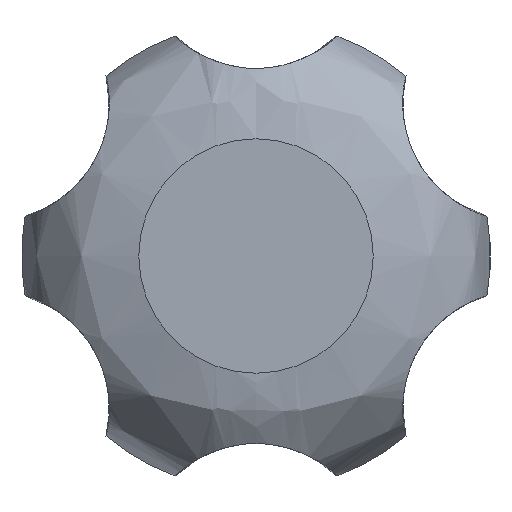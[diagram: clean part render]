
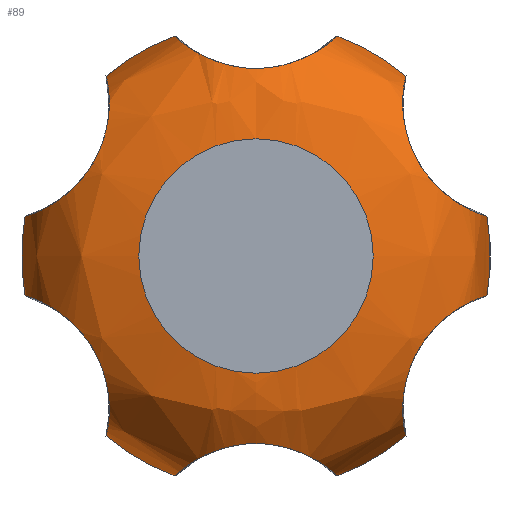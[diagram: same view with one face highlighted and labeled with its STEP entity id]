
A CAD part, left-side view. The second image highlights one B-rep face of the part: STEP entity #89.
In plain terms, the highlighted free-form (B-spline) face has degree [3, 3] with [4, 7] control points.
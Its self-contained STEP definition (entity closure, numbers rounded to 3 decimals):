
#54=(
BOUNDED_SURFACE()
B_SPLINE_SURFACE(3,3,((#1073,#1074,#1075,#1076,#1077,#1078,#1079),(#1080,
#1081,#1082,#1083,#1084,#1085,#1086),(#1087,#1088,#1089,#1090,#1091,#1092,
#1093),(#1094,#1095,#1096,#1097,#1098,#1099,#1100)),.UNSPECIFIED.,.F.,.T.,
 .F.)
B_SPLINE_SURFACE_WITH_KNOTS((4,4),(1,3,3,3,1),(0.,1.),(-0.5,0.,0.5,1.,1.5),
 .UNSPECIFIED.)
GEOMETRIC_REPRESENTATION_ITEM()
RATIONAL_B_SPLINE_SURFACE(((1.,0.333,0.333,1.,0.333,
0.333,1.),(0.805,0.268,0.268,
0.805,0.268,0.268,0.805),
(0.805,0.268,0.268,0.805,
0.268,0.268,0.805),(1.,0.333,
0.333,1.,0.333,0.333,1.)))
REPRESENTATION_ITEM('')
SURFACE()
);
#55=FACE_BOUND('',#179,.T.);
#56=FACE_BOUND('',#180,.T.);
#66=B_SPLINE_CURVE_WITH_KNOTS('',3,(#935,#936,#937,#938,#939,#940,#941,#942,
#943,#944),.UNSPECIFIED.,.F.,.F.,(4,2,2,2,4),(0.,0.25,0.5,0.75,1.),
 .UNSPECIFIED.);
#68=B_SPLINE_CURVE_WITH_KNOTS('',3,(#960,#961,#962,#963,#964,#965,#966,#967,
#968,#969),.UNSPECIFIED.,.F.,.F.,(4,2,2,2,4),(0.,0.25,0.5,0.75,1.),
 .UNSPECIFIED.);
#70=B_SPLINE_CURVE_WITH_KNOTS('',3,(#985,#986,#987,#988,#989,#990,#991,#992,
#993,#994),.UNSPECIFIED.,.F.,.F.,(4,2,2,2,4),(0.,0.25,0.5,0.75,1.),
 .UNSPECIFIED.);
#72=B_SPLINE_CURVE_WITH_KNOTS('',3,(#1010,#1011,#1012,#1013,#1014,#1015,
#1016,#1017,#1018,#1019),.UNSPECIFIED.,.F.,.F.,(4,2,2,2,4),(0.,0.25,0.5,
0.75,1.),.UNSPECIFIED.);
#74=B_SPLINE_CURVE_WITH_KNOTS('',3,(#1035,#1036,#1037,#1038,#1039,#1040,
#1041,#1042,#1043,#1044),.UNSPECIFIED.,.F.,.F.,(4,2,2,2,4),(0.,0.25,0.5,
0.75,1.),.UNSPECIFIED.);
#76=B_SPLINE_CURVE_WITH_KNOTS('',3,(#1060,#1061,#1062,#1063,#1064,#1065,
#1066,#1067,#1068,#1069),.UNSPECIFIED.,.F.,.F.,(4,2,2,2,4),(0.,0.25,0.5,
0.75,1.),.UNSPECIFIED.);
#89=ADVANCED_FACE('',(#55,#56),#54,.T.);
#179=EDGE_LOOP('',(#307));
#180=EDGE_LOOP('',(#308,#309,#310,#311,#312,#313,#314,#315,#316,#317,#318,
#319));
#307=ORIENTED_EDGE('',*,*,#515,.F.);
#308=ORIENTED_EDGE('',*,*,#485,.F.);
#309=ORIENTED_EDGE('',*,*,#514,.T.);
#310=ORIENTED_EDGE('',*,*,#481,.F.);
#311=ORIENTED_EDGE('',*,*,#512,.T.);
#312=ORIENTED_EDGE('',*,*,#489,.F.);
#313=ORIENTED_EDGE('',*,*,#508,.F.);
#314=ORIENTED_EDGE('',*,*,#497,.F.);
#315=ORIENTED_EDGE('',*,*,#504,.F.);
#316=ORIENTED_EDGE('',*,*,#501,.F.);
#317=ORIENTED_EDGE('',*,*,#506,.T.);
#318=ORIENTED_EDGE('',*,*,#493,.F.);
#319=ORIENTED_EDGE('',*,*,#510,.T.);
#425=VERTEX_POINT('',#871);
#426=VERTEX_POINT('',#873);
#429=VERTEX_POINT('',#880);
#430=VERTEX_POINT('',#882);
#433=VERTEX_POINT('',#889);
#434=VERTEX_POINT('',#891);
#437=VERTEX_POINT('',#898);
#438=VERTEX_POINT('',#900);
#441=VERTEX_POINT('',#907);
#442=VERTEX_POINT('',#909);
#445=VERTEX_POINT('',#916);
#446=VERTEX_POINT('',#918);
#447=VERTEX_POINT('',#1072);
#481=EDGE_CURVE('',#425,#426,#562,.T.);
#485=EDGE_CURVE('',#429,#430,#564,.T.);
#489=EDGE_CURVE('',#433,#434,#566,.T.);
#493=EDGE_CURVE('',#437,#438,#568,.T.);
#497=EDGE_CURVE('',#441,#442,#570,.T.);
#501=EDGE_CURVE('',#445,#446,#572,.T.);
#504=EDGE_CURVE('',#446,#441,#66,.T.);
#506=EDGE_CURVE('',#445,#438,#68,.T.);
#508=EDGE_CURVE('',#442,#433,#70,.T.);
#510=EDGE_CURVE('',#437,#430,#72,.T.);
#512=EDGE_CURVE('',#425,#434,#74,.T.);
#514=EDGE_CURVE('',#429,#426,#76,.T.);
#515=EDGE_CURVE('',#447,#447,#573,.T.);
#562=CIRCLE('',#605,10.);
#564=CIRCLE('',#608,10.);
#566=CIRCLE('',#611,10.);
#568=CIRCLE('',#614,10.);
#570=CIRCLE('',#617,10.);
#572=CIRCLE('',#620,10.);
#573=CIRCLE('',#628,5.);
#605=AXIS2_PLACEMENT_3D('',#872,#687,#688);
#608=AXIS2_PLACEMENT_3D('',#881,#695,#696);
#611=AXIS2_PLACEMENT_3D('',#890,#703,#704);
#614=AXIS2_PLACEMENT_3D('',#899,#711,#712);
#617=AXIS2_PLACEMENT_3D('',#908,#719,#720);
#620=AXIS2_PLACEMENT_3D('',#917,#727,#728);
#628=AXIS2_PLACEMENT_3D('',#1071,#744,#745);
#687=DIRECTION('',(1.,0.,0.));
#688=DIRECTION('',(0.,0.,-1.));
#695=DIRECTION('',(1.,0.,0.));
#696=DIRECTION('',(0.,0.,-1.));
#703=DIRECTION('',(1.,0.,0.));
#704=DIRECTION('',(0.,0.,-1.));
#711=DIRECTION('',(1.,0.,0.));
#712=DIRECTION('',(0.,0.,-1.));
#719=DIRECTION('',(1.,0.,0.));
#720=DIRECTION('',(0.,0.,-1.));
#727=DIRECTION('',(1.,0.,0.));
#728=DIRECTION('',(0.,0.,-1.));
#744=DIRECTION('',(-1.,0.,0.));
#745=DIRECTION('',(0.,0.,-1.));
#871=CARTESIAN_POINT('',(5.,-9.854,1.701));
#872=CARTESIAN_POINT('',(5.,0.,0.));
#873=CARTESIAN_POINT('',(5.,-9.854,-1.701));
#880=CARTESIAN_POINT('',(5.,-6.4,-7.683));
#881=CARTESIAN_POINT('',(5.,0.,0.));
#882=CARTESIAN_POINT('',(5.,-3.454,-9.385));
#889=CARTESIAN_POINT('',(5.,-3.454,9.385));
#890=CARTESIAN_POINT('',(5.,0.,0.));
#891=CARTESIAN_POINT('',(5.,-6.4,7.683));
#898=CARTESIAN_POINT('',(5.,3.454,-9.385));
#899=CARTESIAN_POINT('',(5.,0.,0.));
#900=CARTESIAN_POINT('',(5.,6.4,-7.683));
#907=CARTESIAN_POINT('',(5.,6.4,7.683));
#908=CARTESIAN_POINT('',(5.,0.,0.));
#909=CARTESIAN_POINT('',(5.,3.454,9.385));
#916=CARTESIAN_POINT('',(5.,9.854,-1.701));
#917=CARTESIAN_POINT('',(5.,0.,0.));
#918=CARTESIAN_POINT('',(5.,9.854,1.701));
#935=CARTESIAN_POINT('',(5.,9.854,1.701));
#936=CARTESIAN_POINT('',(3.964,9.854,1.701));
#937=CARTESIAN_POINT('',(2.931,9.493,1.77));
#938=CARTESIAN_POINT('',(1.408,8.259,2.438));
#939=CARTESIAN_POINT('',(0.998,7.442,3.107));
#940=CARTESIAN_POINT('',(1.002,6.407,4.906));
#941=CARTESIAN_POINT('',(1.42,6.24,5.949));
#942=CARTESIAN_POINT('',(2.939,6.28,7.338));
#943=CARTESIAN_POINT('',(3.965,6.4,7.683));
#944=CARTESIAN_POINT('',(5.,6.4,7.683));
#960=CARTESIAN_POINT('',(5.,9.854,-1.701));
#961=CARTESIAN_POINT('',(3.965,9.854,-1.701));
#962=CARTESIAN_POINT('',(2.939,9.495,-1.77));
#963=CARTESIAN_POINT('',(1.42,8.273,-2.43));
#964=CARTESIAN_POINT('',(1.002,7.452,-3.095));
#965=CARTESIAN_POINT('',(0.998,6.412,-4.892));
#966=CARTESIAN_POINT('',(1.408,6.241,-5.934));
#967=CARTESIAN_POINT('',(2.931,6.279,-7.336));
#968=CARTESIAN_POINT('',(3.964,6.4,-7.683));
#969=CARTESIAN_POINT('',(5.,6.4,-7.683));
#985=CARTESIAN_POINT('',(5.,3.454,9.385));
#986=CARTESIAN_POINT('',(3.964,3.454,9.385));
#987=CARTESIAN_POINT('',(2.931,3.213,9.106));
#988=CARTESIAN_POINT('',(1.408,2.018,8.372));
#989=CARTESIAN_POINT('',(0.998,1.03,7.998));
#990=CARTESIAN_POINT('',(1.002,-1.046,8.002));
#991=CARTESIAN_POINT('',(1.42,-2.032,8.379));
#992=CARTESIAN_POINT('',(2.939,-3.215,9.108));
#993=CARTESIAN_POINT('',(3.965,-3.454,9.385));
#994=CARTESIAN_POINT('',(5.,-3.454,9.385));
#1010=CARTESIAN_POINT('',(5.,3.454,-9.385));
#1011=CARTESIAN_POINT('',(3.965,3.454,-9.385));
#1012=CARTESIAN_POINT('',(2.939,3.215,-9.108));
#1013=CARTESIAN_POINT('',(1.42,2.032,-8.379));
#1014=CARTESIAN_POINT('',(1.002,1.046,-8.002));
#1015=CARTESIAN_POINT('',(0.998,-1.03,-7.998));
#1016=CARTESIAN_POINT('',(1.408,-2.018,-8.372));
#1017=CARTESIAN_POINT('',(2.931,-3.213,-9.106));
#1018=CARTESIAN_POINT('',(3.964,-3.454,-9.385));
#1019=CARTESIAN_POINT('',(5.,-3.454,-9.385));
#1035=CARTESIAN_POINT('',(5.,-9.854,1.701));
#1036=CARTESIAN_POINT('',(3.965,-9.854,1.701));
#1037=CARTESIAN_POINT('',(2.939,-9.495,1.77));
#1038=CARTESIAN_POINT('',(1.42,-8.273,2.43));
#1039=CARTESIAN_POINT('',(1.002,-7.452,3.095));
#1040=CARTESIAN_POINT('',(0.998,-6.412,4.892));
#1041=CARTESIAN_POINT('',(1.408,-6.241,5.934));
#1042=CARTESIAN_POINT('',(2.931,-6.279,7.336));
#1043=CARTESIAN_POINT('',(3.964,-6.4,7.683));
#1044=CARTESIAN_POINT('',(5.,-6.4,7.683));
#1060=CARTESIAN_POINT('',(5.,-6.4,-7.683));
#1061=CARTESIAN_POINT('',(3.965,-6.4,-7.683));
#1062=CARTESIAN_POINT('',(2.939,-6.28,-7.338));
#1063=CARTESIAN_POINT('',(1.42,-6.24,-5.949));
#1064=CARTESIAN_POINT('',(1.002,-6.407,-4.906));
#1065=CARTESIAN_POINT('',(0.998,-7.442,-3.107));
#1066=CARTESIAN_POINT('',(1.408,-8.259,-2.438));
#1067=CARTESIAN_POINT('',(2.931,-9.493,-1.77));
#1068=CARTESIAN_POINT('',(3.964,-9.854,-1.701));
#1069=CARTESIAN_POINT('',(5.,-9.854,-1.701));
#1071=CARTESIAN_POINT('',(0.,0.,0.));
#1072=CARTESIAN_POINT('',(0.,0.,-5.));
#1073=CARTESIAN_POINT('',(5.,0.,-10.));
#1074=CARTESIAN_POINT('',(5.,20.,-10.));
#1075=CARTESIAN_POINT('',(5.,20.,10.));
#1076=CARTESIAN_POINT('',(5.,0.,10.));
#1077=CARTESIAN_POINT('',(5.,-20.,10.));
#1078=CARTESIAN_POINT('',(5.,-20.,-10.));
#1079=CARTESIAN_POINT('',(5.,0.,-10.));
#1080=CARTESIAN_POINT('',(2.071,0.,-10.));
#1081=CARTESIAN_POINT('',(2.071,20.,-10.));
#1082=CARTESIAN_POINT('',(2.071,20.,10.));
#1083=CARTESIAN_POINT('',(2.071,0.,10.));
#1084=CARTESIAN_POINT('',(2.071,-20.,10.));
#1085=CARTESIAN_POINT('',(2.071,-20.,-10.));
#1086=CARTESIAN_POINT('',(2.071,0.,-10.));
#1087=CARTESIAN_POINT('',(0.,0.,-7.929));
#1088=CARTESIAN_POINT('',(0.,15.858,-7.929));
#1089=CARTESIAN_POINT('',(0.,15.858,7.929));
#1090=CARTESIAN_POINT('',(0.,0.,7.929));
#1091=CARTESIAN_POINT('',(0.,-15.858,7.929));
#1092=CARTESIAN_POINT('',(0.,-15.858,-7.929));
#1093=CARTESIAN_POINT('',(0.,0.,-7.929));
#1094=CARTESIAN_POINT('',(0.,0.,-5.));
#1095=CARTESIAN_POINT('',(0.,10.,-5.));
#1096=CARTESIAN_POINT('',(0.,10.,5.));
#1097=CARTESIAN_POINT('',(0.,0.,5.));
#1098=CARTESIAN_POINT('',(0.,-10.,5.));
#1099=CARTESIAN_POINT('',(0.,-10.,-5.));
#1100=CARTESIAN_POINT('',(0.,0.,-5.));
